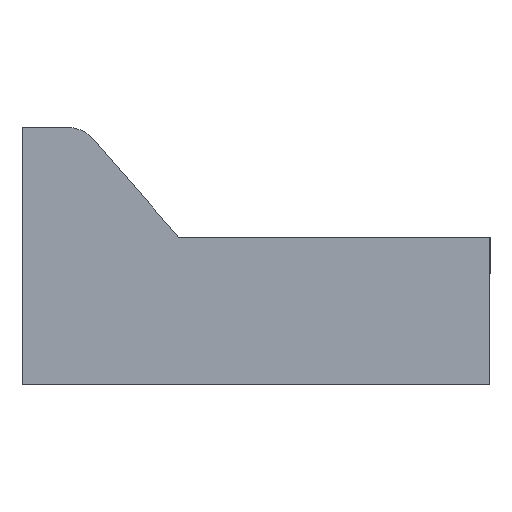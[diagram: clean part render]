
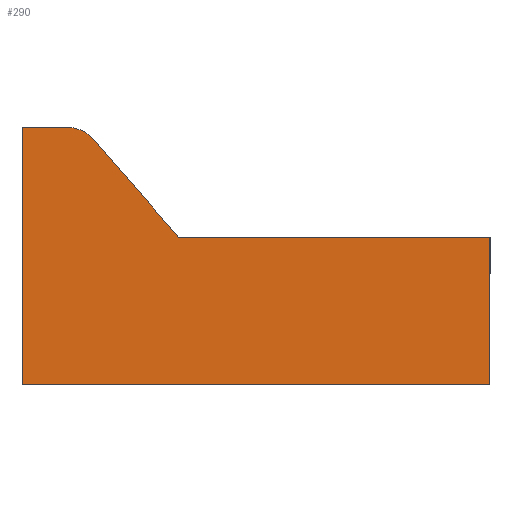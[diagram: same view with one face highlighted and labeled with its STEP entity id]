
A CAD part, left-side view. The second image highlights one B-rep face of the part: STEP entity #290.
In plain terms, the highlighted planar face has unit normal (-1, 0, 0).
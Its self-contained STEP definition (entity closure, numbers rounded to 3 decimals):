
#2 = DIRECTION ( 'NONE',  ( 0., -1., 0. ) ) ;
#18 = CARTESIAN_POINT ( 'NONE',  ( -200., 16.937, 7.334 ) ) ;
#28 = EDGE_CURVE ( 'NONE', #55, #452, #348, .T. ) ;
#30 = CARTESIAN_POINT ( 'NONE',  ( -200., 0., -3.15 ) ) ;
#34 = LINE ( 'NONE', #30, #564 ) ;
#37 = ORIENTED_EDGE ( 'NONE', *, *, #414, .F. ) ;
#42 = DIRECTION ( 'NONE',  ( 0., 0., -1. ) ) ;
#55 = VERTEX_POINT ( 'NONE', #314 ) ;
#56 = LINE ( 'NONE', #18, #64 ) ;
#64 = VECTOR ( 'NONE', #144, 1000. ) ;
#77 = CARTESIAN_POINT ( 'NONE',  ( -200., 0., 3.15 ) ) ;
#85 = ORIENTED_EDGE ( 'NONE', *, *, #140, .F. ) ;
#86 = LINE ( 'NONE', #287, #571 ) ;
#90 = CARTESIAN_POINT ( 'NONE',  ( -200., 16.937, 7.334 ) ) ;
#93 = CARTESIAN_POINT ( 'NONE',  ( -200., 20., 7.85 ) ) ;
#133 = DIRECTION ( 'NONE',  ( 0., 0., 1. ) ) ;
#134 = DIRECTION ( 'NONE',  ( 0., 0., -1. ) ) ;
#140 = EDGE_CURVE ( 'NONE', #188, #258, #86, .T. ) ;
#144 = DIRECTION ( 'NONE',  ( 0., -0.656, -0.755 ) ) ;
#155 = AXIS2_PLACEMENT_3D ( 'NONE', #486, #175, #302 ) ;
#159 = LINE ( 'NONE', #338, #198 ) ;
#166 = ORIENTED_EDGE ( 'NONE', *, *, #547, .F. ) ;
#172 = AXIS2_PLACEMENT_3D ( 'NONE', #313, #536, #134 ) ;
#175 = DIRECTION ( 'NONE',  ( 1., 0., 0. ) ) ;
#179 = LINE ( 'NONE', #347, #506 ) ;
#181 = FACE_OUTER_BOUND ( 'NONE', #502, .T. ) ;
#184 = CARTESIAN_POINT ( 'NONE',  ( -200., 18.069, 7.85 ) ) ;
#188 = VERTEX_POINT ( 'NONE', #424 ) ;
#198 = VECTOR ( 'NONE', #420, 1000. ) ;
#205 = ORIENTED_EDGE ( 'NONE', *, *, #350, .F. ) ;
#207 = PLANE ( 'NONE',  #155 ) ;
#235 = ORIENTED_EDGE ( 'NONE', *, *, #508, .F. ) ;
#239 = ORIENTED_EDGE ( 'NONE', *, *, #28, .F. ) ;
#250 = CARTESIAN_POINT ( 'NONE',  ( -200., 0., -3.15 ) ) ;
#258 = VERTEX_POINT ( 'NONE', #93 ) ;
#287 = CARTESIAN_POINT ( 'NONE',  ( -200., 20., -3.15 ) ) ;
#290 = ADVANCED_FACE ( 'NONE', ( #181 ), #207, .F. ) ;
#302 = DIRECTION ( 'NONE',  ( 0., 0., -1. ) ) ;
#313 = CARTESIAN_POINT ( 'NONE',  ( -200., 18.069, 6.35 ) ) ;
#314 = CARTESIAN_POINT ( 'NONE',  ( -200., 13.3, 3.15 ) ) ;
#332 = CIRCLE ( 'NONE', #172, 1.5 ) ;
#338 = CARTESIAN_POINT ( 'NONE',  ( -200., 20., 7.85 ) ) ;
#347 = CARTESIAN_POINT ( 'NONE',  ( -200., 0., 3.15 ) ) ;
#348 = LINE ( 'NONE', #477, #369 ) ;
#350 = EDGE_CURVE ( 'NONE', #400, #55, #56, .T. ) ;
#369 = VECTOR ( 'NONE', #2, 1000. ) ;
#377 = ORIENTED_EDGE ( 'NONE', *, *, #427, .F. ) ;
#400 = VERTEX_POINT ( 'NONE', #90 ) ;
#414 = EDGE_CURVE ( 'NONE', #452, #543, #179, .T. ) ;
#420 = DIRECTION ( 'NONE',  ( 0., -1., 0. ) ) ;
#424 = CARTESIAN_POINT ( 'NONE',  ( -200., 20., -3.15 ) ) ;
#427 = EDGE_CURVE ( 'NONE', #432, #400, #332, .T. ) ;
#432 = VERTEX_POINT ( 'NONE', #184 ) ;
#452 = VERTEX_POINT ( 'NONE', #77 ) ;
#477 = CARTESIAN_POINT ( 'NONE',  ( -200., 13.3, 3.15 ) ) ;
#486 = CARTESIAN_POINT ( 'NONE',  ( -200., 18.069, 6.35 ) ) ;
#502 = EDGE_LOOP ( 'NONE', ( #166, #37, #239, #205, #377, #235, #85 ) ) ;
#506 = VECTOR ( 'NONE', #42, 1000. ) ;
#508 = EDGE_CURVE ( 'NONE', #258, #432, #159, .T. ) ;
#536 = DIRECTION ( 'NONE',  ( 1., 0., 0. ) ) ;
#543 = VERTEX_POINT ( 'NONE', #250 ) ;
#547 = EDGE_CURVE ( 'NONE', #543, #188, #34, .T. ) ;
#564 = VECTOR ( 'NONE', #565, 1000. ) ;
#565 = DIRECTION ( 'NONE',  ( 0., 1., 0. ) ) ;
#571 = VECTOR ( 'NONE', #133, 1000. ) ;
